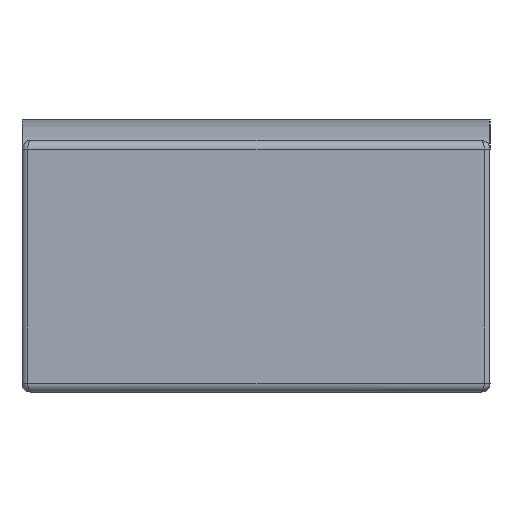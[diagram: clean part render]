
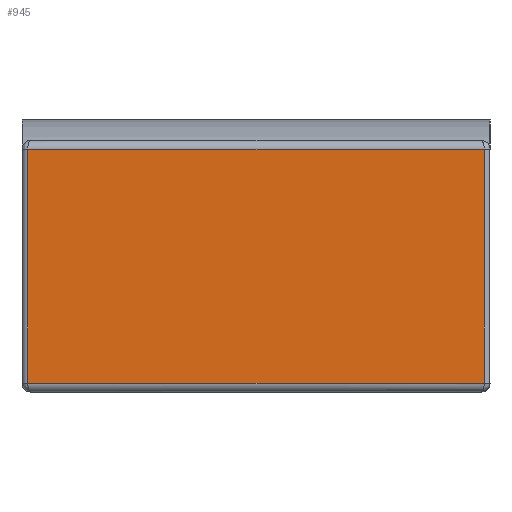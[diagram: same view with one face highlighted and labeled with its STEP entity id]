
A CAD part, left-side view. The second image highlights one B-rep face of the part: STEP entity #945.
In plain terms, the highlighted planar face has unit normal (-1, 0, 0).
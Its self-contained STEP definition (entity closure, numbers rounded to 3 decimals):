
#192=DIRECTION('',(0.,0.,1.));
#193=VECTOR('',#192,0.4);
#194=CARTESIAN_POINT('',(-0.81,0.39,-0.45));
#195=LINE('',#194,#193);
#196=DIRECTION('',(0.,-1.,0.));
#197=VECTOR('',#196,0.78);
#198=CARTESIAN_POINT('',(-0.81,0.39,
-0.05));
#199=LINE('',#198,#197);
#200=DIRECTION('',(0.,0.,-1.));
#201=VECTOR('',#200,0.4);
#202=CARTESIAN_POINT('',(-0.81,-0.39,
-0.05));
#203=LINE('',#202,#201);
#204=DIRECTION('',(0.,-1.,0.));
#205=VECTOR('',#204,0.78);
#206=CARTESIAN_POINT('',(-0.81,0.39,-0.45));
#207=LINE('',#206,#205);
#510=CARTESIAN_POINT('',(-0.81,0.39,-0.45));
#511=CARTESIAN_POINT('',(-0.81,0.39,
-0.05));
#512=VERTEX_POINT('',#510);
#513=VERTEX_POINT('',#511);
#514=CARTESIAN_POINT('',(-0.81,-0.39,
-0.05));
#515=CARTESIAN_POINT('',(-0.81,-0.39,
-0.45));
#516=VERTEX_POINT('',#514);
#517=VERTEX_POINT('',#515);
#931=CARTESIAN_POINT('',(-0.81,-0.4,-0.465));
#932=DIRECTION('',(-1.,0.,0.));
#933=DIRECTION('',(0.,0.,1.));
#934=AXIS2_PLACEMENT_3D('',#931,#932,#933);
#935=PLANE('',#934);
#937=ORIENTED_EDGE('',*,*,#936,.T.);
#938=ORIENTED_EDGE('',*,*,#924,.T.);
#940=ORIENTED_EDGE('',*,*,#939,.T.);
#942=ORIENTED_EDGE('',*,*,#941,.F.);
#943=EDGE_LOOP('',(#937,#938,#940,#942));
#944=FACE_OUTER_BOUND('',#943,.F.);
#924=EDGE_CURVE('',#513,#516,#199,.T.);
#936=EDGE_CURVE('',#512,#513,#195,.T.);
#939=EDGE_CURVE('',#516,#517,#203,.T.);
#941=EDGE_CURVE('',#512,#517,#207,.T.);
#945=ADVANCED_FACE('',(#944),#935,.T.);
